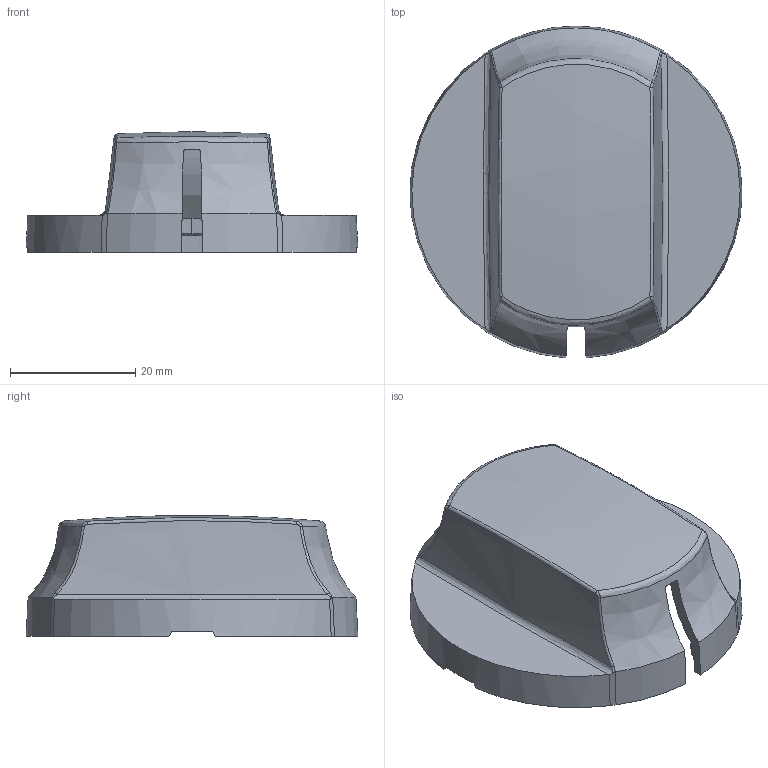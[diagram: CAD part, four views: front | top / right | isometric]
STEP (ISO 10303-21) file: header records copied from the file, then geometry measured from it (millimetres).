
FILE_DESCRIPTION(('CATIA V5 STEP Exchange','CAx-IF Rec.Pracs.--- Model Styling and Organization---1.5--- 2016-08-15','CAx-IF Rec.Pracs.---Supplemental Geometry---1.0---2011-11-01','CAx-IF Rec.Pracs.--- Composite Materials ---1.1---2010-07-15'),'2;1');
FILE_NAME('CB0008.stp','2023-06-21T13:21:52+00:00',('none'),('none'),'CATIA Version 5-6 Release 2020 SP3','CATIA V5 STEP AP214 v2','none');
FILE_SCHEMA(('AUTOMOTIVE_DESIGN { 1 0 10303 214 1 1 1 1 }'));
Length unit declared in the file: millimetre
Products named in the file (1): 0043B98
Bounding box: 52.91 x 52.95 x 19.27 mm (x, y, z)
Volume: 7453.5 mm3; surface area: 8404.1 mm2
Topology: 1 solids, 1 shells, 114 faces, 359 edges, 247 vertices
Faces by surface type: bspline 42, plane 35, cone 24, torus 7, cylinder 6
Entity records: 9809 total; most frequent: CARTESIAN_POINT 7248, ORIENTED_EDGE 718, EDGE_CURVE 359, VERTEX_POINT 247, B_SPLINE_CURVE_WITH_KNOTS 235, DIRECTION 224, ADVANCED_FACE 114, EDGE_LOOP 114
